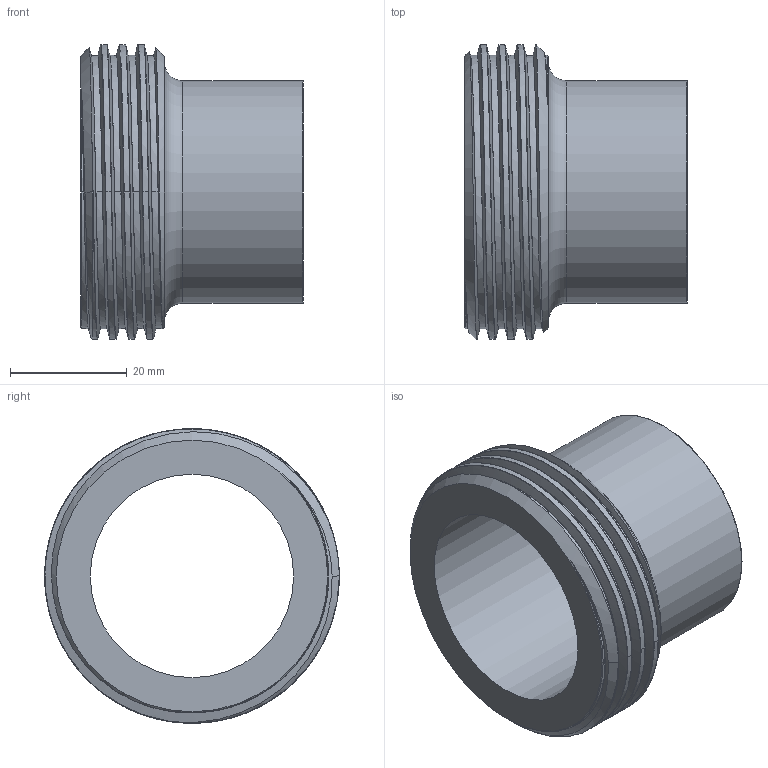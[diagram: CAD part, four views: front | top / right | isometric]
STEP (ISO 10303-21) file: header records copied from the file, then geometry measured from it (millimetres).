
FILE_DESCRIPTION(/* description */ (''),/* implementation_level */ '2;1');
FILE_NAME(/* name */ 'L15AJP-1.5.stp',/* time_stamp */ '2024-03-26T13:43:20-04:00',/* author */ ('brad'),/* organization */ (''),/* preprocessor_version */ 'ST-DEVELOPER v20',/* originating_system */ 'Autodesk Inventor 2024',/* authorisation */ '');
FILE_SCHEMA (('AUTOMOTIVE_DESIGN { 1 0 10303 214 3 1 1 }'));
Length unit declared in the file: inch
Products named in the file (1): L15AJP-1.5
Bounding box: 38.1 x 50.4 x 50.38 mm (x, y, z)
Volume: 17344.6 mm3; surface area: 12254.7 mm2
Topology: 1 solids, 1 shells, 28 faces, 73 edges, 48 vertices
Faces by surface type: cylinder 13, bspline 6, cone 3, torus 3, plane 3
Full cylindrical faces by diameter (mm): 34.798 x1, 38.1 x1, 46.736 x4, 50.394 x3
Entity records: 3512 total; most frequent: CARTESIAN_POINT 2845, ORIENTED_EDGE 146, DIRECTION 102, EDGE_CURVE 73, VERTEX_POINT 48, AXIS2_PLACEMENT_3D 44, B_SPLINE_CURVE_WITH_KNOTS 38, EDGE_LOOP 31
